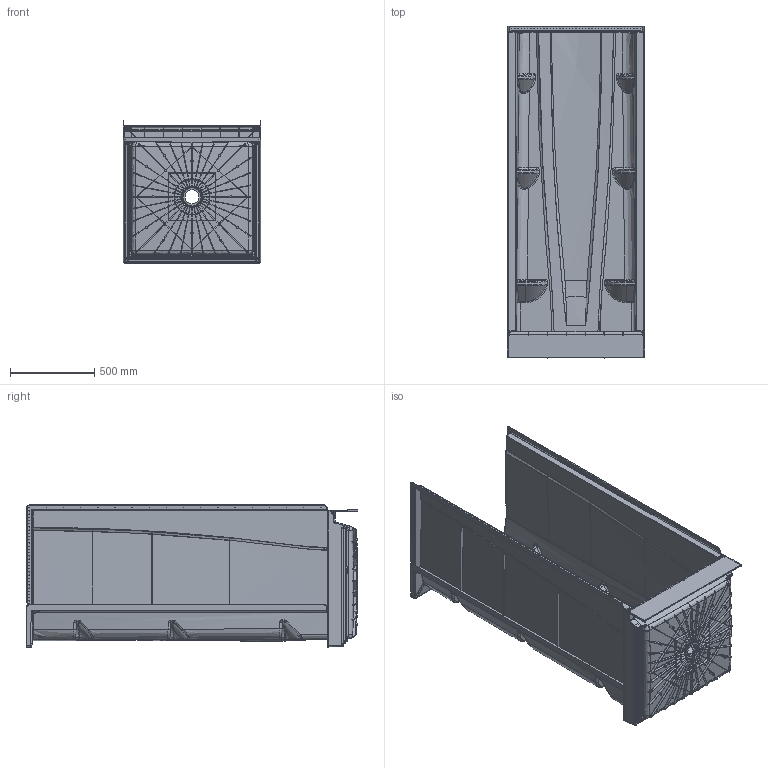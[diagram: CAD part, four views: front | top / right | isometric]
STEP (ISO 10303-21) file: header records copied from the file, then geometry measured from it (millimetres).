
FILE_DESCRIPTION (( 'STEP AP214' ), '1' );
FILE_NAME ('3232CS.STEP', '2023-06-07T17:27:54', ( '' ), ( '' ), 'SwSTEP 2.0', 'SolidWorks 2020', '' );
FILE_SCHEMA (( 'AUTOMOTIVE_DESIGN' ));
Length unit declared in the file: inch
Products named in the file (5): 3232CS; 3232CPAN; 2374CSWL; 3274CBW; 2374CSWR
Assembly tree (4 placements, depth 2):
  3232CS
    3232CPAN
    3274CBW
    2374CSWL
    2374CSWR
Bounding box: 812.86 x 1965.52 x 841.79 mm (x, y, z)
Volume: 20893228.5 mm3; surface area: 12837750.8 mm2
Topology: 4 solids, 4 shells, 3087 faces, 7884 edges, 4867 vertices
Faces by surface type: bspline 959, plane 840, cylinder 628, sphere 321, cone 219, torus 120
Entity records: 137937 total; most frequent: CARTESIAN_POINT 74756, ORIENTED_EDGE 15586, DIRECTION 10159, EDGE_CURVE 7793, VERTEX_POINT 4867, AXIS2_PLACEMENT_3D 4158, EDGE_LOOP 3242, ADVANCED_FACE 3087
